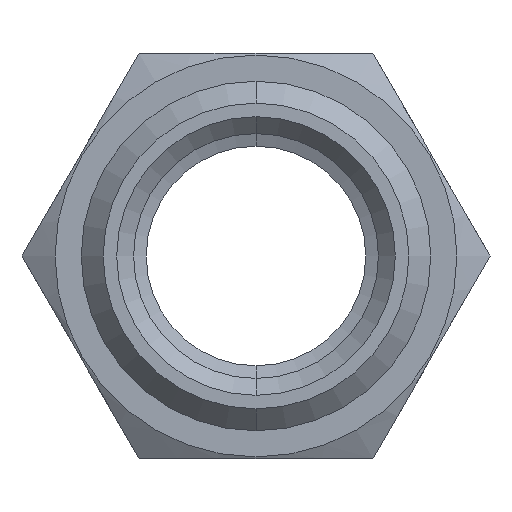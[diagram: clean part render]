
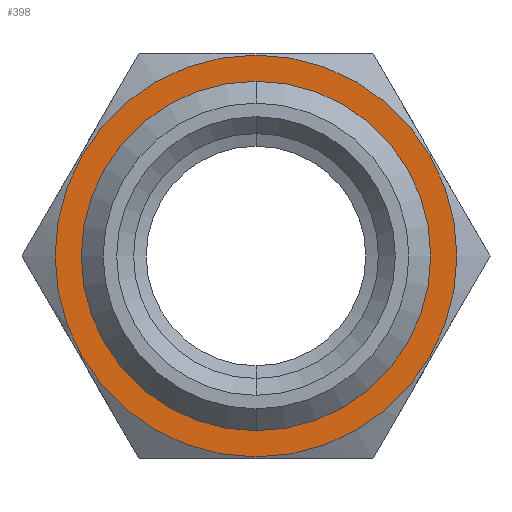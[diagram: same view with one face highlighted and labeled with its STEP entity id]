
A CAD part, front view. The second image highlights one B-rep face of the part: STEP entity #398.
In plain terms, the highlighted planar face has unit normal (0, -1, 0).
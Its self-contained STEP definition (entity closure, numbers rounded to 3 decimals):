
#370 = EDGE_CURVE ( 'NONE', #1326, #1325, #978, .T. ) ;
#388 = EDGE_CURVE ( 'NONE', #1347, #1351, #937, .T. ) ;
#389 = ORIENTED_EDGE ( 'NONE', *, *, #1348, .T. ) ;
#390 = EDGE_LOOP ( 'NONE', ( #391, #483 ) ) ;
#391 = ORIENTED_EDGE ( 'NONE', *, *, #1395, .F. ) ;
#398 = ADVANCED_FACE ( 'NONE', ( #929, #925 ), #924, .T. ) ;
#399 = EDGE_LOOP ( 'NONE', ( #400, #389 ) ) ;
#400 = ORIENTED_EDGE ( 'NONE', *, *, #388, .T. ) ;
#483 = ORIENTED_EDGE ( 'NONE', *, *, #370, .F. ) ;
#919 = DIRECTION ( 'NONE',  ( 0., 0., -1. ) ) ;
#920 = DIRECTION ( 'NONE',  ( 0., -1., 0. ) ) ;
#921 = CARTESIAN_POINT ( 'NONE',  ( 11.9, 10., 0. ) ) ;
#923 = AXIS2_PLACEMENT_3D ( 'NONE', #921, #920, #919 ) ;
#924 = PLANE ( 'NONE',  #923 ) ;
#925 = FACE_BOUND ( 'NONE', #390, .T. ) ;
#929 = FACE_OUTER_BOUND ( 'NONE', #399, .T. ) ;
#933 = DIRECTION ( 'NONE',  ( 0., 0., -1. ) ) ;
#934 = DIRECTION ( 'NONE',  ( 0., -1., 0. ) ) ;
#935 = CARTESIAN_POINT ( 'NONE',  ( 0., 10., 0. ) ) ;
#936 = AXIS2_PLACEMENT_3D ( 'NONE', #935, #934, #933 ) ;
#937 = CIRCLE ( 'NONE', #936, 11.9 ) ;
#974 = DIRECTION ( 'NONE',  ( 0., 0., -1. ) ) ;
#975 = DIRECTION ( 'NONE',  ( 0., -1., 0. ) ) ;
#976 = CARTESIAN_POINT ( 'NONE',  ( 0., 10., 0. ) ) ;
#977 = AXIS2_PLACEMENT_3D ( 'NONE', #976, #975, #974 ) ;
#978 = CIRCLE ( 'NONE', #977, 10.35 ) ;
#1068 = CARTESIAN_POINT ( 'NONE',  ( 0., 10., -11.9 ) ) ;
#1072 = DIRECTION ( 'NONE',  ( 0., 0., -1. ) ) ;
#1073 = DIRECTION ( 'NONE',  ( 0., -1., 0. ) ) ;
#1074 = CARTESIAN_POINT ( 'NONE',  ( 0., 10., 0. ) ) ;
#1075 = AXIS2_PLACEMENT_3D ( 'NONE', #1074, #1073, #1072 ) ;
#1076 = CIRCLE ( 'NONE', #1075, 11.9 ) ;
#1077 = CARTESIAN_POINT ( 'NONE',  ( 0., 10., 11.9 ) ) ;
#1111 = DIRECTION ( 'NONE',  ( 0., 0., -1. ) ) ;
#1112 = DIRECTION ( 'NONE',  ( 0., -1., 0. ) ) ;
#1113 = CARTESIAN_POINT ( 'NONE',  ( 0., 10., 0. ) ) ;
#1114 = AXIS2_PLACEMENT_3D ( 'NONE', #1113, #1112, #1111 ) ;
#1115 = CIRCLE ( 'NONE', #1114, 10.35 ) ;
#1190 = CARTESIAN_POINT ( 'NONE',  ( 0., 10., 10.35 ) ) ;
#1191 = CARTESIAN_POINT ( 'NONE',  ( 0., 10., -10.35 ) ) ;
#1325 = VERTEX_POINT ( 'NONE', #1191 ) ;
#1326 = VERTEX_POINT ( 'NONE', #1190 ) ;
#1347 = VERTEX_POINT ( 'NONE', #1077 ) ;
#1348 = EDGE_CURVE ( 'NONE', #1351, #1347, #1076, .T. ) ;
#1351 = VERTEX_POINT ( 'NONE', #1068 ) ;
#1395 = EDGE_CURVE ( 'NONE', #1325, #1326, #1115, .T. ) ;
